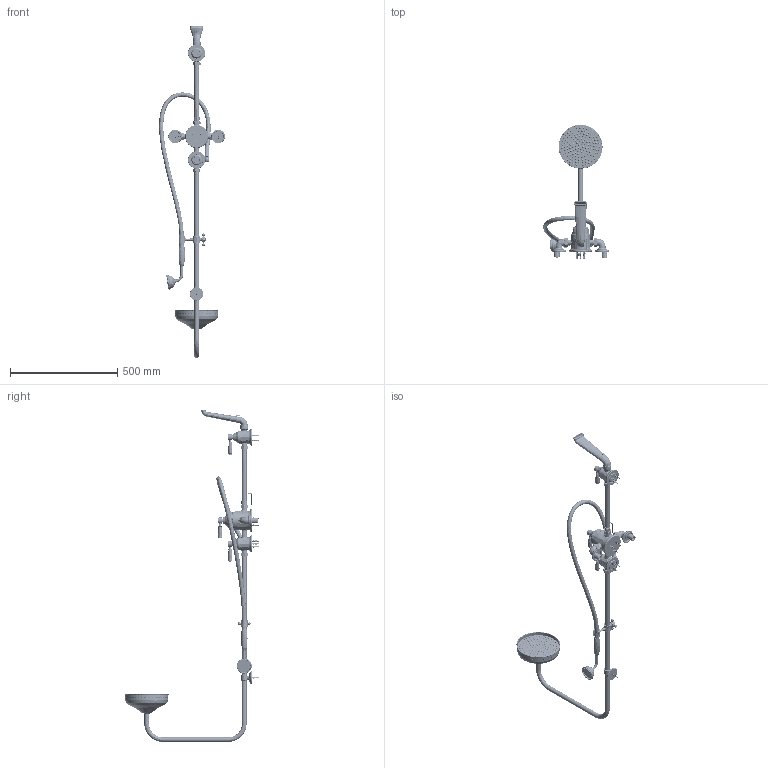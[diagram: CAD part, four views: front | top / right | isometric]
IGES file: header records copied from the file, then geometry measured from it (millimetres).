
Global section: file name: V2K4-CC  MM  WW  GBC; native system: Autodesk Inventor 2018; preprocessor: unknown; author: aprice; date: 20170831.104249; units: millimetre
Bounding box: 306.25 x 625.49 x 1545.29 mm (x, y, z)
Volume: 3218522.8 mm3; surface area: 1163067.9 mm2
Topology: 192 solids, 208 shells, 7752 faces, 21855 edges, 14874 vertices
Faces by surface type: bspline 7752
